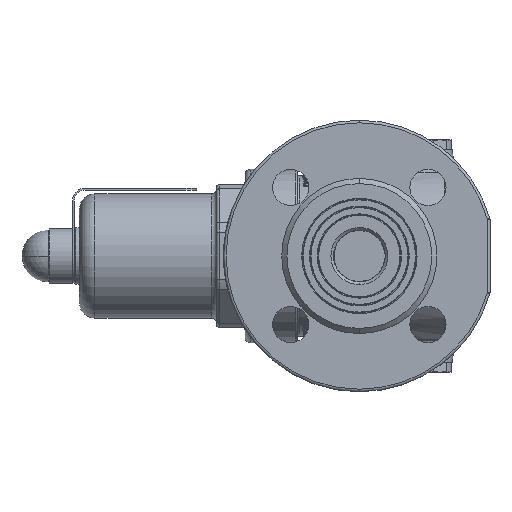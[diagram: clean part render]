
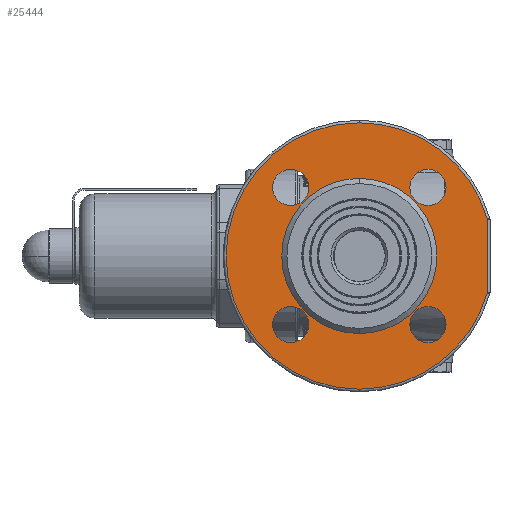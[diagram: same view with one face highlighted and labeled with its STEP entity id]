
A CAD part, left-side view. The second image highlights one B-rep face of the part: STEP entity #25444.
In plain terms, the highlighted planar face has unit normal (-1, 0, 0).
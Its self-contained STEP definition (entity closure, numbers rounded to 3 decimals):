
#2974 = CARTESIAN_POINT ( 'NONE',  ( -73., -26.517, 26.517 ) ) ;
#2975 = DIRECTION ( 'NONE',  ( 1., 0., 0. ) ) ;
#2977 = DIRECTION ( 'NONE',  ( 0., 0., -1. ) ) ;
#2999 = CARTESIAN_POINT ( 'NONE',  ( -73., 26.517, -26.517 ) ) ;
#3001 = DIRECTION ( 'NONE',  ( 1., 0., 0. ) ) ;
#3003 = DIRECTION ( 'NONE',  ( 0., 0., -1. ) ) ;
#3162 = CARTESIAN_POINT ( 'NONE',  ( -73., -26.517, -26.517 ) ) ;
#3164 = DIRECTION ( 'NONE',  ( 1., 0., 0. ) ) ;
#3166 = DIRECTION ( 'NONE',  ( 0., 0., -1. ) ) ;
#10204 = VERTEX_POINT ( 'NONE', #32042 ) ;
#10262 = VERTEX_POINT ( 'NONE', #32001 ) ;
#10265 = VERTEX_POINT ( 'NONE', #31999 ) ;
#10750 = VERTEX_POINT ( 'NONE', #31950 ) ;
#10753 = VERTEX_POINT ( 'NONE', #31924 ) ;
#11342 = CIRCLE ( 'NONE', #11345, 51.5 ) ;
#11345 = AXIS2_PLACEMENT_3D ( 'NONE', #46092, #46093, #46094 ) ;
#11346 = CIRCLE ( 'NONE', #11358, 30. ) ;
#11348 = CIRCLE ( 'NONE', #11351, 51.5 ) ;
#11351 = AXIS2_PLACEMENT_3D ( 'NONE', #46110, #46111, #46112 ) ;
#11358 = AXIS2_PLACEMENT_3D ( 'NONE', #46138, #46139, #46141 ) ;
#17268 = AXIS2_PLACEMENT_3D ( 'NONE', #53920, #53921, #53922 ) ;
#17319 = CIRCLE ( 'NONE', #17268, 51.5 ) ;
#17322 = AXIS2_PLACEMENT_3D ( 'NONE', #53906, #53907, #53908 ) ;
#17409 = CIRCLE ( 'NONE', #17551, 7. ) ;
#17415 = CIRCLE ( 'NONE', #17480, 30. ) ;
#17480 = AXIS2_PLACEMENT_3D ( 'NONE', #53903, #53904, #53905 ) ;
#17531 = CIRCLE ( 'NONE', #17322, 7. ) ;
#17548 = VECTOR ( 'NONE', #53923, 1000. ) ;
#17551 = AXIS2_PLACEMENT_3D ( 'NONE', #53913, #53914, #53915 ) ;
#17561 = AXIS2_PLACEMENT_3D ( 'NONE', #53916, #53917, #53918 ) ;
#17574 = CIRCLE ( 'NONE', #17608, 7. ) ;
#17608 = AXIS2_PLACEMENT_3D ( 'NONE', #53910, #53911, #53912 ) ;
#17615 = CIRCLE ( 'NONE', #17561, 7. ) ;
#17691 = VERTEX_POINT ( 'NONE', #32086 ) ;
#17716 = VERTEX_POINT ( 'NONE', #32097 ) ;
#17720 = VERTEX_POINT ( 'NONE', #31948 ) ;
#17925 = EDGE_LOOP ( 'NONE', ( #62962, #62963, #62964, #62965 ) ) ;
#17966 = EDGE_LOOP ( 'NONE', ( #62958, #63197 ) ) ;
#18014 = EDGE_LOOP ( 'NONE', ( #63198, #62959 ) ) ;
#18028 = EDGE_LOOP ( 'NONE', ( #62960, #62961 ) ) ;
#18034 = EDGE_LOOP ( 'NONE', ( #62956, #62957 ) ) ;
#18044 = EDGE_LOOP ( 'NONE', ( #63199, #63196 ) ) ;
#18543 = CIRCLE ( 'NONE', #18547, 7. ) ;
#18547 = AXIS2_PLACEMENT_3D ( 'NONE', #55006, #55007, #55008 ) ;
#25444 = ADVANCED_FACE ( 'NONE', ( #32610, #32612, #32614, #32616, #32609, #32611 ), #32613, .F. ) ;
#27281 = CARTESIAN_POINT ( 'NONE',  ( -73., -49.5, -14.213 ) ) ;
#31924 = CARTESIAN_POINT ( 'NONE',  ( -73., 0., -30. ) ) ;
#31948 = CARTESIAN_POINT ( 'NONE',  ( -73., 0., -51.5 ) ) ;
#31950 = CARTESIAN_POINT ( 'NONE',  ( -73., 0., 30. ) ) ;
#31999 = CARTESIAN_POINT ( 'NONE',  ( -73., -26.517, 19.517 ) ) ;
#32001 = CARTESIAN_POINT ( 'NONE',  ( -73., -26.517, 33.517 ) ) ;
#32042 = CARTESIAN_POINT ( 'NONE',  ( -73., -26.517, -33.517 ) ) ;
#32086 = CARTESIAN_POINT ( 'NONE',  ( -73., 0., 51.5 ) ) ;
#32097 = CARTESIAN_POINT ( 'NONE',  ( -73., -49.5, 14.213 ) ) ;
#32609 = FACE_BOUND ( 'NONE', #18044, .T. ) ;
#32610 = FACE_BOUND ( 'NONE', #18034, .T. ) ;
#32611 = FACE_OUTER_BOUND ( 'NONE', #17925, .T. ) ;
#32612 = FACE_BOUND ( 'NONE', #17966, .T. ) ;
#32613 = PLANE ( 'NONE',  #76529 ) ;
#32614 = FACE_BOUND ( 'NONE', #18014, .T. ) ;
#32616 = FACE_BOUND ( 'NONE', #18028, .T. ) ;
#32626 = CARTESIAN_POINT ( 'NONE',  ( -73., 30., 0. ) ) ;
#32627 = DIRECTION ( 'NONE',  ( 1., 0., 0. ) ) ;
#32628 = DIRECTION ( 'NONE',  ( 0., 0., -1. ) ) ;
#33189 = CARTESIAN_POINT ( 'NONE',  ( -73., 26.517, 33.517 ) ) ;
#33206 = CARTESIAN_POINT ( 'NONE',  ( -73., -26.517, -19.517 ) ) ;
#33209 = CARTESIAN_POINT ( 'NONE',  ( -73., 26.517, -19.517 ) ) ;
#33210 = CARTESIAN_POINT ( 'NONE',  ( -73., 26.517, -33.517 ) ) ;
#33298 = CARTESIAN_POINT ( 'NONE',  ( -73., 26.517, 19.517 ) ) ;
#37549 = AXIS2_PLACEMENT_3D ( 'NONE', #2974, #2975, #2977 ) ;
#37555 = AXIS2_PLACEMENT_3D ( 'NONE', #2999, #3001, #3003 ) ;
#37581 = CIRCLE ( 'NONE', #37555, 7. ) ;
#37699 = CIRCLE ( 'NONE', #37549, 7. ) ;
#37799 = CIRCLE ( 'NONE', #37932, 7. ) ;
#37932 = AXIS2_PLACEMENT_3D ( 'NONE', #3162, #3164, #3166 ) ;
#40081 = VERTEX_POINT ( 'NONE', #33189 ) ;
#40136 = VERTEX_POINT ( 'NONE', #33206 ) ;
#40144 = VERTEX_POINT ( 'NONE', #33209 ) ;
#40146 = VERTEX_POINT ( 'NONE', #33210 ) ;
#40376 = VERTEX_POINT ( 'NONE', #33298 ) ;
#46092 = CARTESIAN_POINT ( 'NONE',  ( -73., 0., 0. ) ) ;
#46093 = DIRECTION ( 'NONE',  ( -1., 0., 0. ) ) ;
#46094 = DIRECTION ( 'NONE',  ( 0., 0., 1. ) ) ;
#46110 = CARTESIAN_POINT ( 'NONE',  ( -73., 0., 0. ) ) ;
#46111 = DIRECTION ( 'NONE',  ( -1., 0., 0. ) ) ;
#46112 = DIRECTION ( 'NONE',  ( 0., 0., 1. ) ) ;
#46138 = CARTESIAN_POINT ( 'NONE',  ( -73., 0., 0. ) ) ;
#46139 = DIRECTION ( 'NONE',  ( -1., 0., 0. ) ) ;
#46141 = DIRECTION ( 'NONE',  ( 0., 0., 1. ) ) ;
#49524 = EDGE_CURVE ( 'NONE', #10262, #10265, #37699, .T. ) ;
#49540 = EDGE_CURVE ( 'NONE', #40144, #40146, #37581, .T. ) ;
#49603 = EDGE_CURVE ( 'NONE', #40136, #10204, #37799, .T. ) ;
#50198 = EDGE_CURVE ( 'NONE', #10753, #10750, #17415, .T. ) ;
#50200 = EDGE_CURVE ( 'NONE', #40146, #40144, #17531, .T. ) ;
#50202 = EDGE_CURVE ( 'NONE', #10204, #40136, #17574, .T. ) ;
#50203 = EDGE_CURVE ( 'NONE', #10265, #10262, #17409, .T. ) ;
#50205 = EDGE_CURVE ( 'NONE', #40376, #40081, #17615, .T. ) ;
#50207 = EDGE_CURVE ( 'NONE', #17720, #77004, #17319, .T. ) ;
#50210 = EDGE_CURVE ( 'NONE', #77004, #17716, #53919, .T. ) ;
#53903 = CARTESIAN_POINT ( 'NONE',  ( -73., 0., 0. ) ) ;
#53904 = DIRECTION ( 'NONE',  ( -1., 0., 0. ) ) ;
#53905 = DIRECTION ( 'NONE',  ( 0., 0., 1. ) ) ;
#53906 = CARTESIAN_POINT ( 'NONE',  ( -73., 26.517, -26.517 ) ) ;
#53907 = DIRECTION ( 'NONE',  ( 1., 0., 0. ) ) ;
#53908 = DIRECTION ( 'NONE',  ( 0., 0., -1. ) ) ;
#53909 = CARTESIAN_POINT ( 'NONE',  ( -73., -49.5, 0. ) ) ;
#53910 = CARTESIAN_POINT ( 'NONE',  ( -73., -26.517, -26.517 ) ) ;
#53911 = DIRECTION ( 'NONE',  ( 1., 0., 0. ) ) ;
#53912 = DIRECTION ( 'NONE',  ( 0., 0., -1. ) ) ;
#53913 = CARTESIAN_POINT ( 'NONE',  ( -73., -26.517, 26.517 ) ) ;
#53914 = DIRECTION ( 'NONE',  ( 1., 0., 0. ) ) ;
#53915 = DIRECTION ( 'NONE',  ( 0., 0., -1. ) ) ;
#53916 = CARTESIAN_POINT ( 'NONE',  ( -73., 26.517, 26.517 ) ) ;
#53917 = DIRECTION ( 'NONE',  ( 1., 0., 0. ) ) ;
#53918 = DIRECTION ( 'NONE',  ( 0., 0., -1. ) ) ;
#53919 = LINE ( 'NONE', #53909, #17548 ) ;
#53920 = CARTESIAN_POINT ( 'NONE',  ( -73., 0., 0. ) ) ;
#53921 = DIRECTION ( 'NONE',  ( -1., 0., 0. ) ) ;
#53922 = DIRECTION ( 'NONE',  ( 0., 0., 1. ) ) ;
#53923 = DIRECTION ( 'NONE',  ( 0., 0., 1. ) ) ;
#55006 = CARTESIAN_POINT ( 'NONE',  ( -73., 26.517, 26.517 ) ) ;
#55007 = DIRECTION ( 'NONE',  ( 1., 0., 0. ) ) ;
#55008 = DIRECTION ( 'NONE',  ( 0., 0., -1. ) ) ;
#59350 = EDGE_CURVE ( 'NONE', #40081, #40376, #18543, .T. ) ;
#62956 = ORIENTED_EDGE ( 'NONE', *, *, #49540, .T. ) ;
#62957 = ORIENTED_EDGE ( 'NONE', *, *, #50200, .T. ) ;
#62958 = ORIENTED_EDGE ( 'NONE', *, *, #49603, .T. ) ;
#62959 = ORIENTED_EDGE ( 'NONE', *, *, #50203, .T. ) ;
#62960 = ORIENTED_EDGE ( 'NONE', *, *, #59350, .T. ) ;
#62961 = ORIENTED_EDGE ( 'NONE', *, *, #50205, .T. ) ;
#62962 = ORIENTED_EDGE ( 'NONE', *, *, #72002, .T. ) ;
#62963 = ORIENTED_EDGE ( 'NONE', *, *, #71995, .T. ) ;
#62964 = ORIENTED_EDGE ( 'NONE', *, *, #50207, .T. ) ;
#62965 = ORIENTED_EDGE ( 'NONE', *, *, #50210, .T. ) ;
#63196 = ORIENTED_EDGE ( 'NONE', *, *, #72010, .F. ) ;
#63197 = ORIENTED_EDGE ( 'NONE', *, *, #50202, .T. ) ;
#63198 = ORIENTED_EDGE ( 'NONE', *, *, #49524, .T. ) ;
#63199 = ORIENTED_EDGE ( 'NONE', *, *, #50198, .F. ) ;
#71995 = EDGE_CURVE ( 'NONE', #17691, #17720, #11342, .T. ) ;
#72002 = EDGE_CURVE ( 'NONE', #17716, #17691, #11348, .T. ) ;
#72010 = EDGE_CURVE ( 'NONE', #10750, #10753, #11346, .T. ) ;
#76529 = AXIS2_PLACEMENT_3D ( 'NONE', #32626, #32627, #32628 ) ;
#77004 = VERTEX_POINT ( 'NONE', #27281 ) ;
